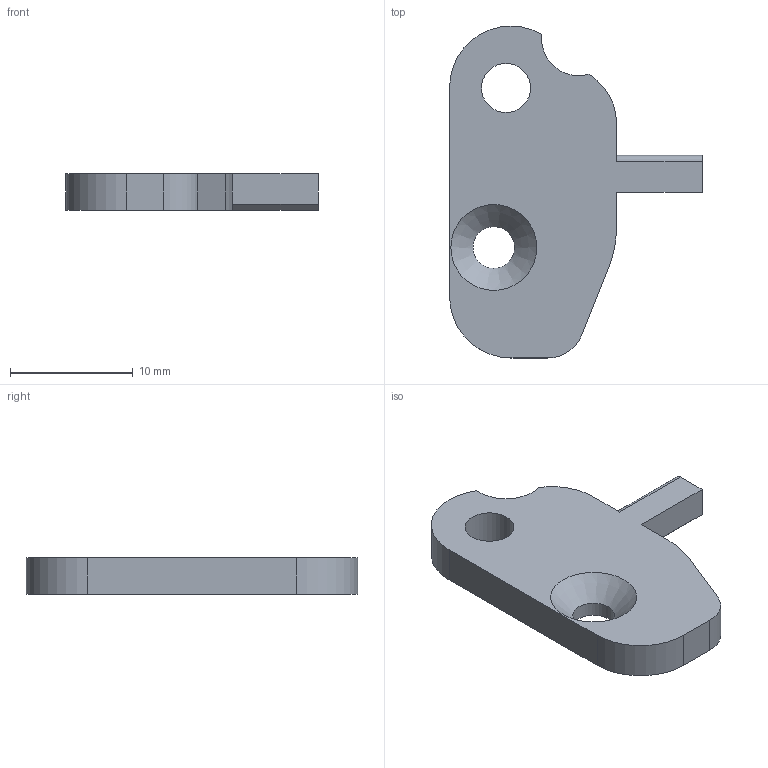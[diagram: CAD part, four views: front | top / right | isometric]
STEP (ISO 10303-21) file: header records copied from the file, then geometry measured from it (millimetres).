
FILE_DESCRIPTION(('FreeCAD Model'),'2;1');
FILE_NAME('Open CASCADE Shape Model','2024-09-19T12:07:00',(''),(''), 'Open CASCADE STEP processor 7.8','FreeCAD','Unknown');
FILE_SCHEMA(('AUTOMOTIVE_DESIGN { 1 0 10303 214 1 1 1 1 }'));
Length unit declared in the file: millimetre
Products named in the file (1): Rear_body_mount
Bounding box: 20.6 x 27.05 x 3 mm (x, y, z)
Volume: 917.3 mm3; surface area: 940.4 mm2
Topology: 1 solids, 1 shells, 21 faces, 58 edges, 39 vertices
Faces by surface type: plane 11, cylinder 9, cone 1
Full cylindrical faces by diameter (mm): 3.4 x1, 4 x1
Entity records: 709 total; most frequent: DIRECTION 121, CARTESIAN_POINT 119, ORIENTED_EDGE 116, EDGE_CURVE 58, AXIS2_PLACEMENT_3D 41, VERTEX_POINT 39, LINE 39, VECTOR 39
